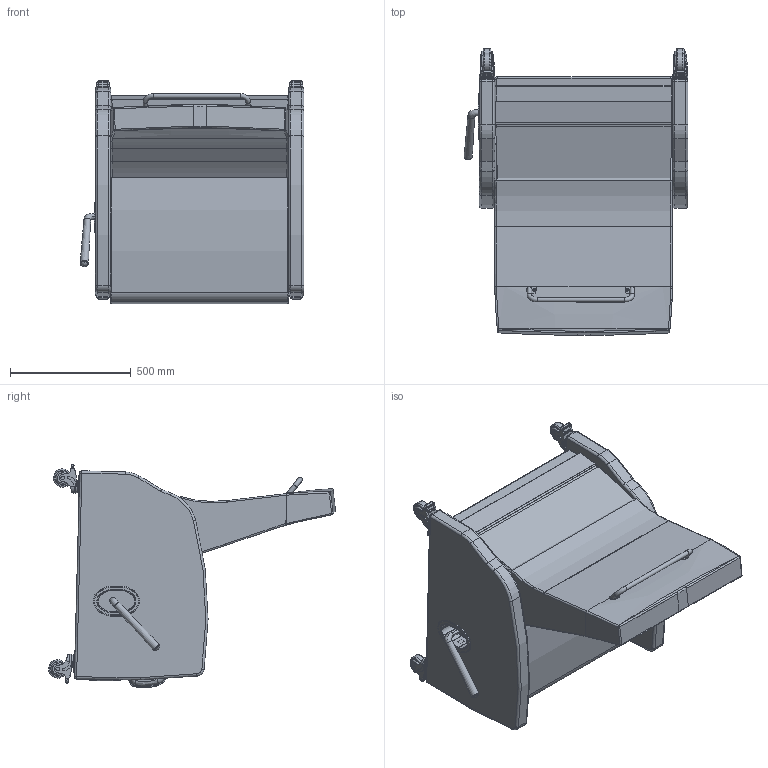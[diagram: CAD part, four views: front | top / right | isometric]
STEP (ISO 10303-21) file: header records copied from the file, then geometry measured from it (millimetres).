
FILE_DESCRIPTION(/* description */ (''),/* implementation_level */ '2;1');
FILE_NAME(/* name */ 'EBC4037F.stp',/* time_stamp */ '2017-09-13T10:57:02-04:00',/* author */ ('emehringer'),/* organization */ (''),/* preprocessor_version */ 'ST-DEVELOPER v16.5',/* originating_system */ 'Autodesk Inventor 2017',/* authorisation */ '');
FILE_SCHEMA (('AUTOMOTIVE_DESIGN { 1 0 10303 214 3 1 1 }'));
Length unit declared in the file: inch
Products named in the file (29): EBC4037F; EV7070 UBACK; PB3; PUSH BAR 17.625; PUSH BAR 17.625_1; PUSH BAR 17.625 right side; 1420X1.5 PSHPB; E4030 UBACK; 7030 USEAT; E4030 UBACK FLAP; BEZEL-1; HDL 3000 BLK; HDL 3000 BLKPLASTIC; HDL 3000 BLK METAL; E3010 FARM L; E3010 FARM R; EC4017 UKO; EC3017 WRAP; CAST COL 4inSLB; _NG-03AMP-125-TL-TP01_fork; _TP01_Next Generation Series_0; _NG-03QDP-125-SW-TP01_rivet; _NG-03AMP-125-TL-TP01_wheel_core; _NG-03AMP-125-TL-TP01_wheel_tread; _NG-03AMP-125-TL-TP01_wheel_guard; _NG-03AMP-125-TL-TP01_wheel_tguard; _NG-03AMP-125-TL-TP01_cap; 7000-2 CON PLT; 5030 UKP
Assembly tree (33 placements, depth 5):
  EBC4037F
    EV7070 UBACK
      PB3
        PUSH BAR 17.625
          PUSH BAR 17.625_1
          PUSH BAR 17.625 right side
        1420X1.5 PSHPB  x2
      E4030 UBACK
    7030 USEAT
    E4030 UBACK FLAP
    BEZEL-1
    HDL 3000 BLK
      HDL 3000 BLKPLASTIC
      HDL 3000 BLK METAL
    E3010 FARM L
    E3010 FARM R
    EC4017 UKO
    EC3017 WRAP
    CAST COL 4inSLB  x4
      _NG-03AMP-125-TL-TP01_fork
      _TP01_Next Generation Series_0
      _NG-03QDP-125-SW-TP01_rivet
      _NG-03AMP-125-TL-TP01_wheel_core
      _NG-03AMP-125-TL-TP01_wheel_tread
      _NG-03AMP-125-TL-TP01_wheel_guard
      _NG-03AMP-125-TL-TP01_wheel_tguard
      _NG-03AMP-125-TL-TP01_cap
    7000-2 CON PLT
    5030 UKP
Bounding box: 926.97 x 1188.9 x 925.24 mm (x, y, z)
Volume: 207178059.3 mm3; surface area: 7786058.1 mm2
Topology: 52 solids, 62 shells, 1317 faces, 3136 edges, 1988 vertices
Faces by surface type: cylinder 556, plane 480, torus 162, bspline 62, cone 36, sphere 21
Full cylindrical faces by diameter (mm): 5.953 x1, 6.35 x10, 7.938 x2, 11.989 x4, 12.497 x2, 14.877 x4, 15.062 x4, 15.24 x8, 19.05 x3, 19.075 x4, 25.4 x4, 31.75 x1, 38.049 x4, 44.298 x4, 52.273 x4, 55.372 x8, 57.15 x8, 76.2 x4
Entity records: 25045 total; most frequent: CARTESIAN_POINT 6940, DIRECTION 3890, ORIENTED_EDGE 3368, EDGE_CURVE 1684, AXIS2_PLACEMENT_3D 1590, VERTEX_POINT 1066, EDGE_LOOP 850, CIRCLE 784
